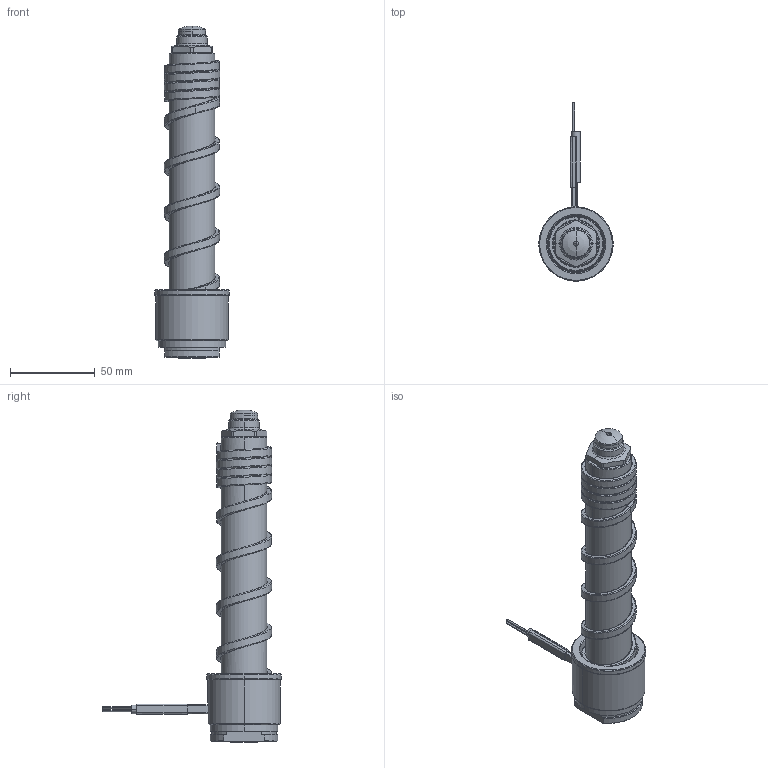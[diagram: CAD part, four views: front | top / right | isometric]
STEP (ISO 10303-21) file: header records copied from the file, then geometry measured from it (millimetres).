
FILE_DESCRIPTION((''),'2;1');
FILE_NAME('EL-196-BEU-R','2014-03-03T',('Íàòàëüÿ'),('IMID'),'PRO/ENGINEER BY PARAMETRIC TECHNOLOGY CORPORATION, 2010180','PRO/ENGINEER BY PARAMETRIC TECHNOLOGY CORPORATION, 2010180','');
FILE_SCHEMA(('CONFIG_CONTROL_DESIGN'));
Length unit declared in the file: millimetre
Products named in the file (1): EL-196-BEU-R
Bounding box: 44 x 105.5 x 196.3 mm (x, y, z)
Volume: 132774.9 mm3; surface area: 48321.7 mm2
Topology: 1 solids, 9 shells, 350 faces, 905 edges, 546 vertices
Faces by surface type: cylinder 111, bspline 73, cone 62, plane 53, torus 30, revolution 9, extrusion 8, sphere 4
Entity records: 23067 total; most frequent: CARTESIAN_POINT 15041, ORIENTED_EDGE 1770, DIRECTION 1500, EDGE_CURVE 897, AXIS2_PLACEMENT_3D 594, VERTEX_POINT 546, EDGE_LOOP 373, FACE_OUTER_BOUND 350
